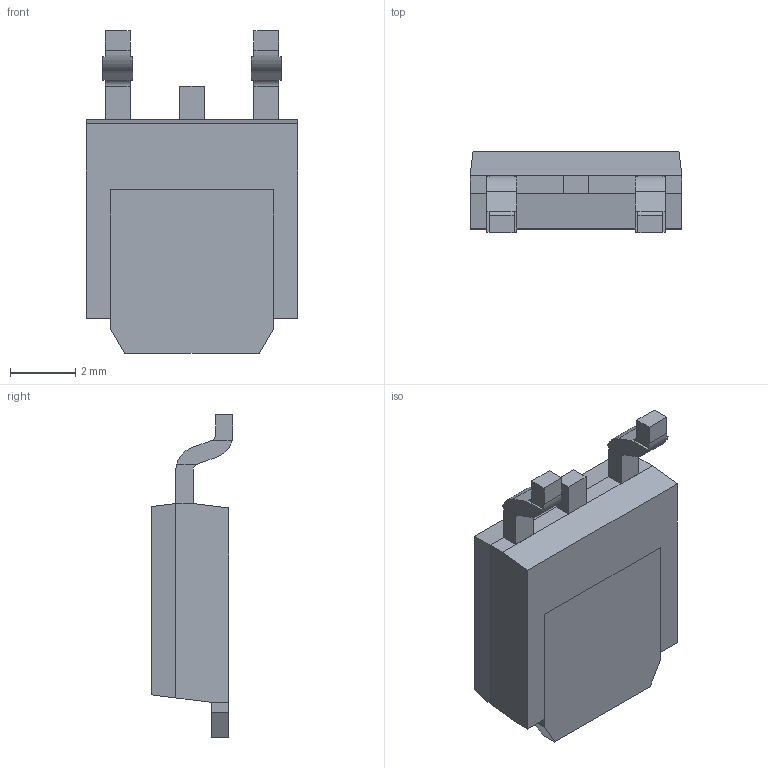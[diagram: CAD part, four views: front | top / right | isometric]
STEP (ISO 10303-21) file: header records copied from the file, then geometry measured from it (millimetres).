
FILE_DESCRIPTION (( 'STEP AP214' ), '1' );
FILE_NAME ('NCV8405ADTRKG.STEP', '2019-05-10T16:41:17', ( '' ), ( '' ), 'SwSTEP 2.0', 'SolidWorks 2017', '' );
FILE_SCHEMA (( 'AUTOMOTIVE_DESIGN' ));
Length unit declared in the file: inch
Products named in the file (1): NCV8405ADTRKG
Bounding box: 6.5 x 2.51 x 9.91 mm (x, y, z)
Volume: 98.1 mm3; surface area: 223.5 mm2
Topology: 5 solids, 5 shells, 77 faces, 186 edges, 120 vertices
Faces by surface type: plane 67, cylinder 10
Entity records: 2582 total; most frequent: CARTESIAN_POINT 384, ORIENTED_EDGE 372, DIRECTION 370, EDGE_CURVE 186, VECTOR 158, LINE 158, VERTEX_POINT 120, AXIS2_PLACEMENT_3D 106
